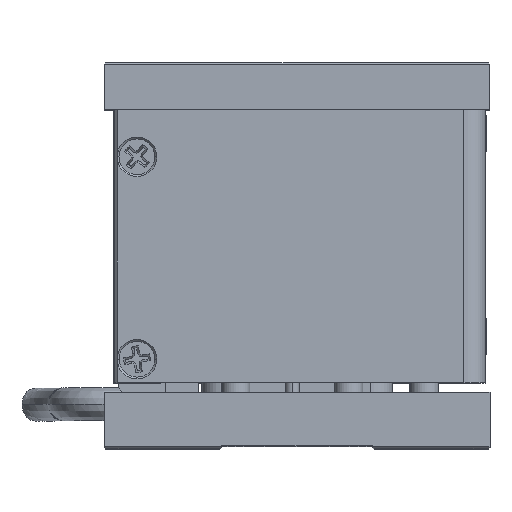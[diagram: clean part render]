
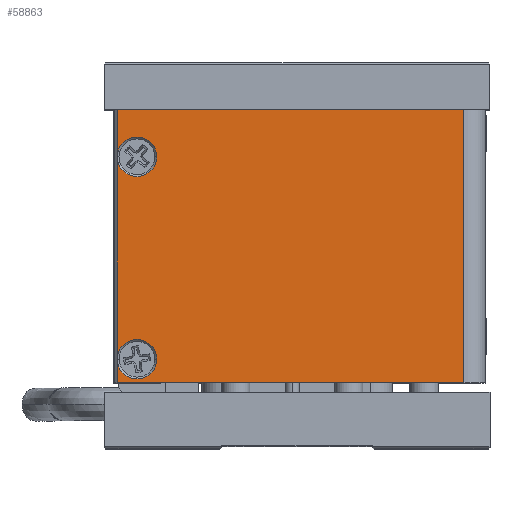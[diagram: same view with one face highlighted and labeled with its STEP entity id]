
A CAD part, top view. The second image highlights one B-rep face of the part: STEP entity #58863.
In plain terms, the highlighted face is planar.
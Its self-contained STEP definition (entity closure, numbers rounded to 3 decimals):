
#443 = EDGE_CURVE ( 'NONE', #62684, #22545, #48048, .T. ) ;
#645 = CARTESIAN_POINT ( 'NONE',  ( 39.4, 29., 2.28 ) ) ;
#1694 = CARTESIAN_POINT ( 'NONE',  ( 39.4, 0., 39.101 ) ) ;
#2285 = VERTEX_POINT ( 'NONE', #14924 ) ;
#2317 = DIRECTION ( 'NONE',  ( 0., 0., -1. ) ) ;
#5811 = DIRECTION ( 'NONE',  ( 0., 0., -1. ) ) ;
#7088 = LINE ( 'NONE', #1694, #52651 ) ;
#7379 = CARTESIAN_POINT ( 'NONE',  ( 39.4, 0., 39.101 ) ) ;
#7771 = CIRCLE ( 'NONE', #22756, 2.1 ) ;
#8053 = EDGE_CURVE ( 'NONE', #21833, #2285, #12393, .T. ) ;
#8554 = EDGE_CURVE ( 'NONE', #62684, #50496, #33673, .T. ) ;
#11530 = ORIENTED_EDGE ( 'NONE', *, *, #443, .T. ) ;
#12164 = LINE ( 'NONE', #645, #51399 ) ;
#12393 = LINE ( 'NONE', #12756, #16386 ) ;
#12756 = CARTESIAN_POINT ( 'NONE',  ( 39.4, 29., -38.029 ) ) ;
#13071 = AXIS2_PLACEMENT_3D ( 'NONE', #70834, #43397, #15995 ) ;
#14924 = CARTESIAN_POINT ( 'NONE',  ( 39.4, 29., 2.28 ) ) ;
#15235 = EDGE_CURVE ( 'NONE', #19849, #62684, #7088, .T. ) ;
#15991 = AXIS2_PLACEMENT_3D ( 'NONE', #44404, #60992, #5811 ) ;
#15995 = DIRECTION ( 'NONE',  ( 0., 0., -1. ) ) ;
#16386 = VECTOR ( 'NONE', #2317, 1000. ) ;
#17935 = DIRECTION ( 'NONE',  ( 0., -1., 0. ) ) ;
#18841 = EDGE_CURVE ( 'NONE', #19849, #66749, #7771, .T. ) ;
#19849 = VERTEX_POINT ( 'NONE', #51723 ) ;
#20260 = CARTESIAN_POINT ( 'NONE',  ( 39.4, 0., 39.101 ) ) ;
#20273 = AXIS2_PLACEMENT_3D ( 'NONE', #32315, #59344, #21461 ) ;
#20750 = FACE_OUTER_BOUND ( 'NONE', #47148, .T. ) ;
#21461 = DIRECTION ( 'NONE',  ( 0., 0., 1. ) ) ;
#21833 = VERTEX_POINT ( 'NONE', #41555 ) ;
#22545 = VERTEX_POINT ( 'NONE', #32230 ) ;
#22756 = AXIS2_PLACEMENT_3D ( 'NONE', #70390, #47976, #25996 ) ;
#23648 = CARTESIAN_POINT ( 'NONE',  ( 39.4, 24., 34.901 ) ) ;
#25996 = DIRECTION ( 'NONE',  ( 0., 0., -1. ) ) ;
#26553 = PLANE ( 'NONE',  #20273 ) ;
#28577 = VECTOR ( 'NONE', #47010, 1000. ) ;
#28588 = EDGE_CURVE ( 'NONE', #2285, #55730, #12164, .T. ) ;
#29232 = CARTESIAN_POINT ( 'NONE',  ( 39.4, 2.5, 39.101 ) ) ;
#30930 = ORIENTED_EDGE ( 'NONE', *, *, #47026, .T. ) ;
#32230 = CARTESIAN_POINT ( 'NONE',  ( 39.4, 0., 39.101 ) ) ;
#32315 = CARTESIAN_POINT ( 'NONE',  ( 39.4, 29., -38.029 ) ) ;
#33673 = CIRCLE ( 'NONE', #42752, 2.1 ) ;
#33675 = ORIENTED_EDGE ( 'NONE', *, *, #28588, .F. ) ;
#33729 = DIRECTION ( 'NONE',  ( 0., -1., 0. ) ) ;
#37490 = DIRECTION ( 'NONE',  ( 0., 0., -1. ) ) ;
#38010 = ORIENTED_EDGE ( 'NONE', *, *, #8053, .F. ) ;
#38585 = ORIENTED_EDGE ( 'NONE', *, *, #18841, .T. ) ;
#38800 = LINE ( 'NONE', #60815, #48118 ) ;
#39145 = LINE ( 'NONE', #7379, #40827 ) ;
#40827 = VECTOR ( 'NONE', #33729, 1000. ) ;
#40971 = CARTESIAN_POINT ( 'NONE',  ( 39.4, 0., 2.28 ) ) ;
#41555 = CARTESIAN_POINT ( 'NONE',  ( 39.4, 29., 39.101 ) ) ;
#42752 = AXIS2_PLACEMENT_3D ( 'NONE', #70722, #66994, #37490 ) ;
#43034 = CIRCLE ( 'NONE', #13071, 2.1 ) ;
#43397 = DIRECTION ( 'NONE',  ( -1., 0., 0. ) ) ;
#44354 = EDGE_CURVE ( 'NONE', #50496, #62684, #59740, .T. ) ;
#44404 = CARTESIAN_POINT ( 'NONE',  ( 39.4, 2.5, 37.001 ) ) ;
#46445 = EDGE_CURVE ( 'NONE', #66749, #19849, #43034, .T. ) ;
#47010 = DIRECTION ( 'NONE',  ( 0., -1., 0. ) ) ;
#47026 = EDGE_CURVE ( 'NONE', #21833, #19849, #39145, .T. ) ;
#47110 = ORIENTED_EDGE ( 'NONE', *, *, #49582, .F. ) ;
#47148 = EDGE_LOOP ( 'NONE', ( #38010, #30930, #38585, #48693, #66247, #54549, #67729, #11530, #47110, #33675 ) ) ;
#47976 = DIRECTION ( 'NONE',  ( -1., 0., 0. ) ) ;
#48048 = LINE ( 'NONE', #20260, #28577 ) ;
#48118 = VECTOR ( 'NONE', #55033, 1000. ) ;
#48693 = ORIENTED_EDGE ( 'NONE', *, *, #46445, .T. ) ;
#49582 = EDGE_CURVE ( 'NONE', #55730, #22545, #38800, .T. ) ;
#50496 = VERTEX_POINT ( 'NONE', #57300 ) ;
#51065 = DIRECTION ( 'NONE',  ( 0., -1., 0. ) ) ;
#51399 = VECTOR ( 'NONE', #17935, 1000. ) ;
#51723 = CARTESIAN_POINT ( 'NONE',  ( 39.4, 24., 39.101 ) ) ;
#52651 = VECTOR ( 'NONE', #51065, 1000. ) ;
#54549 = ORIENTED_EDGE ( 'NONE', *, *, #8554, .T. ) ;
#55033 = DIRECTION ( 'NONE',  ( 0., 0., 1. ) ) ;
#55730 = VERTEX_POINT ( 'NONE', #40971 ) ;
#57300 = CARTESIAN_POINT ( 'NONE',  ( 39.4, 2.5, 34.901 ) ) ;
#58863 = ADVANCED_FACE ( 'NONE', ( #20750 ), #26553, .T. ) ;
#59344 = DIRECTION ( 'NONE',  ( 1., 0., 0. ) ) ;
#59740 = CIRCLE ( 'NONE', #15991, 2.1 ) ;
#60815 = CARTESIAN_POINT ( 'NONE',  ( 39.4, 0., -38.029 ) ) ;
#60992 = DIRECTION ( 'NONE',  ( -1., 0., 0. ) ) ;
#62684 = VERTEX_POINT ( 'NONE', #29232 ) ;
#66247 = ORIENTED_EDGE ( 'NONE', *, *, #15235, .T. ) ;
#66749 = VERTEX_POINT ( 'NONE', #23648 ) ;
#66994 = DIRECTION ( 'NONE',  ( -1., 0., 0. ) ) ;
#67729 = ORIENTED_EDGE ( 'NONE', *, *, #44354, .T. ) ;
#70390 = CARTESIAN_POINT ( 'NONE',  ( 39.4, 24., 37.001 ) ) ;
#70722 = CARTESIAN_POINT ( 'NONE',  ( 39.4, 2.5, 37.001 ) ) ;
#70834 = CARTESIAN_POINT ( 'NONE',  ( 39.4, 24., 37.001 ) ) ;
